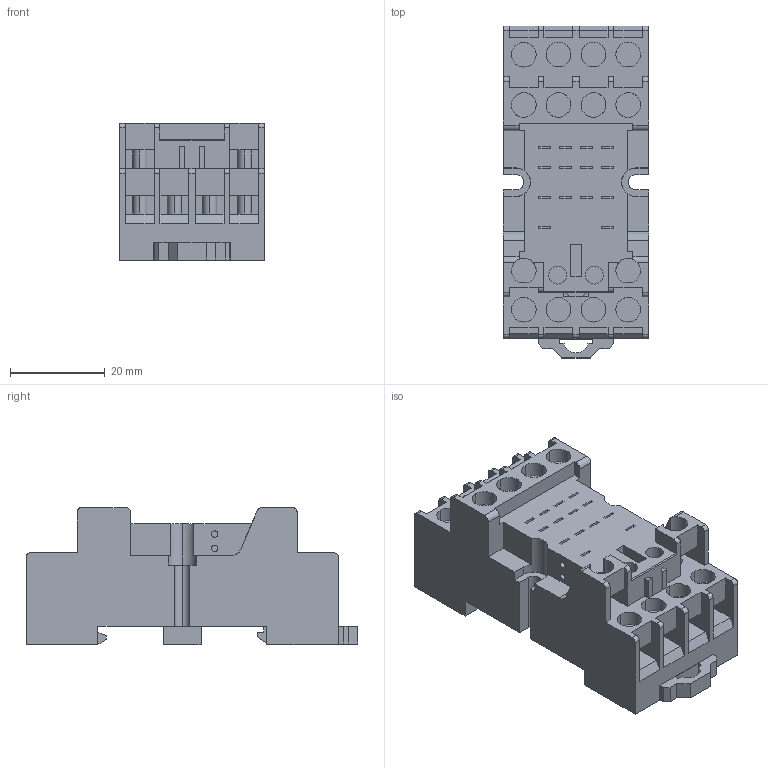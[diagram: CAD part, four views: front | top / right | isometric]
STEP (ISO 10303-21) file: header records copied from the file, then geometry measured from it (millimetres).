
FILE_DESCRIPTION(('CATIA V5R19 STEP'),'2;1');
FILE_NAME ('6733275_9_7760056107_S3D_FS_4CO.stp','2015-09-17T05:51:14+00:00',('none'),('Weidmueller'),'CATIA Version 5 Release 20 SP 5 (IN-10)','CATIA V5 STEP AP214','none');
FILE_SCHEMA(('AUTOMOTIVE_DESIGN { 1 0 10303 214 1 1 1 1 }'));
Length unit declared in the file: millimetre
Products named in the file (1): S3D_FS_4CO
Bounding box: 30.6 x 69.99 x 28.9 mm (x, y, z)
Volume: 37909.5 mm3; surface area: 15234.6 mm2
Topology: 2 solids, 2 shells, 435 faces, 1238 edges, 842 vertices
Faces by surface type: plane 324, cylinder 107, extrusion 4
Entity records: 16815 total; most frequent: CARTESIAN_POINT 3144, ORIENTED_EDGE 2476, DIRECTION 1673, EDGE_CURVE 1238, VECTOR 954, LINE 950, VERTEX_POINT 842, EDGE_LOOP 500
